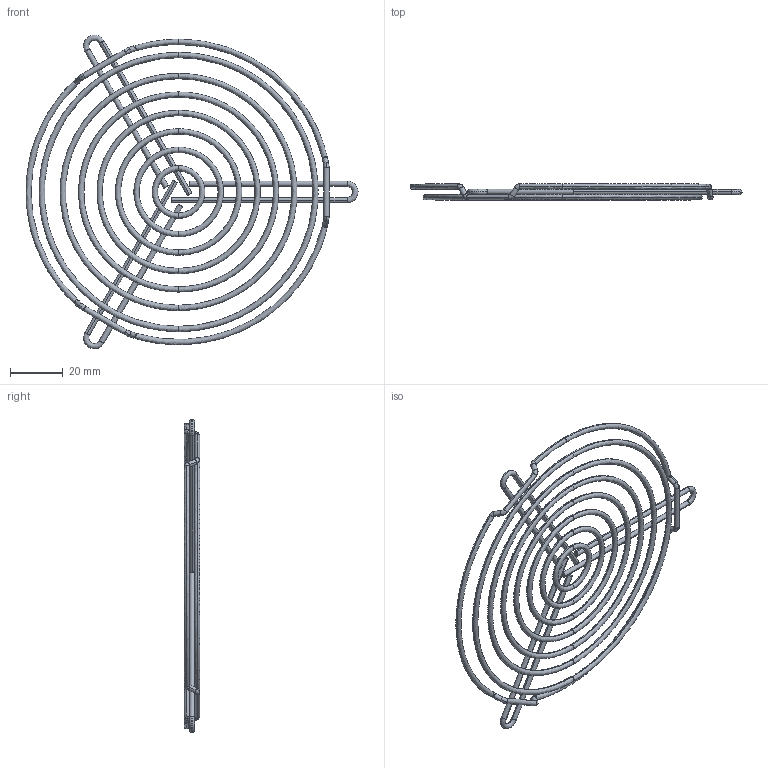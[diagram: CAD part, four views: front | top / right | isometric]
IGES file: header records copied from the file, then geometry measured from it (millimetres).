
Start section: SolidWorks IGES file using analytic representation for surfaces
Global section: file name: SC100-W4_REVISED.IGS; native system: SolidWorks 2012; preprocessor: SolidWorks 2012; author: jignesh.bhoraniya; date: 121101.100958; units: millimetre
Bounding box: 126.02 x 6 x 119.06 mm (x, y, z)
Surface area: 13250.3 mm2 (no closed solid volume)
Topology: 0 solids, 0 shells, 102 faces, 684 edges, 684 vertices
Faces by surface type: bspline 72, revolution 30
